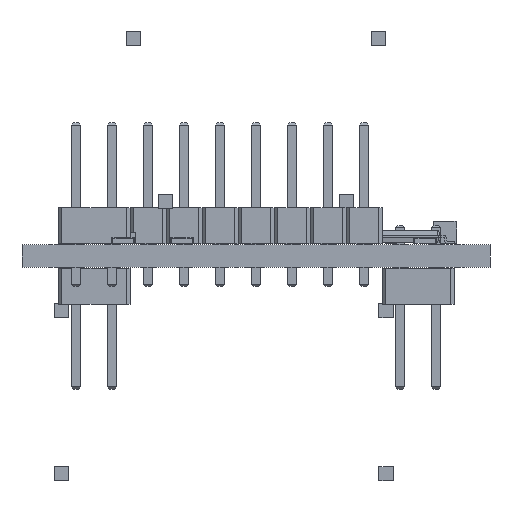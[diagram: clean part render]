
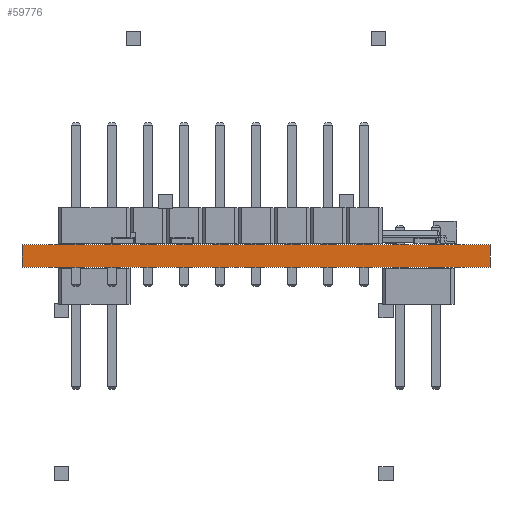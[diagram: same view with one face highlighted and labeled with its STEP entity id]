
A CAD part, front view. The second image highlights one B-rep face of the part: STEP entity #59776.
In plain terms, the highlighted planar face has unit normal (0, -1, 0).
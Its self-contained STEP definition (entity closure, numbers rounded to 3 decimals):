
#56232 = PLANE('',#56233);
#56233 = AXIS2_PLACEMENT_3D('',#56234,#56235,#56236);
#56234 = CARTESIAN_POINT('',(0.,-42.,0.));
#56235 = DIRECTION('',(-1.,0.,0.));
#56236 = DIRECTION('',(0.,1.,0.));
#56260 = PLANE('',#56261);
#56261 = AXIS2_PLACEMENT_3D('',#56262,#56263,#56264);
#56262 = CARTESIAN_POINT('',(16.5,-13.,1.6));
#56263 = DIRECTION('',(0.,0.,-1.));
#56264 = DIRECTION('',(-1.,0.,0.));
#56288 = PLANE('',#56289);
#56289 = AXIS2_PLACEMENT_3D('',#56290,#56291,#56292);
#56290 = CARTESIAN_POINT('',(33.,16.,0.));
#56291 = DIRECTION('',(1.,0.,0.));
#56292 = DIRECTION('',(0.,-1.,0.));
#56314 = PLANE('',#56315);
#56315 = AXIS2_PLACEMENT_3D('',#56316,#56317,#56318);
#56316 = CARTESIAN_POINT('',(16.5,-13.,0.));
#56317 = DIRECTION('',(0.,0.,-1.));
#56318 = DIRECTION('',(-1.,0.,0.));
#56329 = EDGE_CURVE('',#56330,#56332,#56334,.T.);
#56330 = VERTEX_POINT('',#56331);
#56331 = CARTESIAN_POINT('',(0.,-42.,0.));
#56332 = VERTEX_POINT('',#56333);
#56333 = CARTESIAN_POINT('',(0.,-42.,1.6));
#56334 = SURFACE_CURVE('',#56335,(#56339,#56346),.PCURVE_S1.);
#56335 = LINE('',#56336,#56337);
#56336 = CARTESIAN_POINT('',(0.,-42.,0.));
#56337 = VECTOR('',#56338,1.);
#56338 = DIRECTION('',(0.,0.,1.));
#56339 = PCURVE('',#56232,#56340);
#56340 = DEFINITIONAL_REPRESENTATION('',(#56341),#56345);
#56341 = LINE('',#56342,#56343);
#56342 = CARTESIAN_POINT('',(0.,0.));
#56343 = VECTOR('',#56344,1.);
#56344 = DIRECTION('',(0.,-1.));
#56345 = ( GEOMETRIC_REPRESENTATION_CONTEXT(2) 
PARAMETRIC_REPRESENTATION_CONTEXT() REPRESENTATION_CONTEXT('2D SPACE',''
  ) );
#56346 = PCURVE('',#56347,#56352);
#56347 = PLANE('',#56348);
#56348 = AXIS2_PLACEMENT_3D('',#56349,#56350,#56351);
#56349 = CARTESIAN_POINT('',(33.,-42.,0.));
#56350 = DIRECTION('',(0.,-1.,0.));
#56351 = DIRECTION('',(-1.,0.,0.));
#56352 = DEFINITIONAL_REPRESENTATION('',(#56353),#56357);
#56353 = LINE('',#56354,#56355);
#56354 = CARTESIAN_POINT('',(33.,0.));
#56355 = VECTOR('',#56356,1.);
#56356 = DIRECTION('',(0.,-1.));
#56357 = ( GEOMETRIC_REPRESENTATION_CONTEXT(2) 
PARAMETRIC_REPRESENTATION_CONTEXT() REPRESENTATION_CONTEXT('2D SPACE',''
  ) );
#56407 = VERTEX_POINT('',#56408);
#56408 = CARTESIAN_POINT('',(33.,-42.,1.6));
#56429 = EDGE_CURVE('',#56430,#56407,#56432,.T.);
#56430 = VERTEX_POINT('',#56431);
#56431 = CARTESIAN_POINT('',(33.,-42.,0.));
#56432 = SURFACE_CURVE('',#56433,(#56437,#56444),.PCURVE_S1.);
#56433 = LINE('',#56434,#56435);
#56434 = CARTESIAN_POINT('',(33.,-42.,0.));
#56435 = VECTOR('',#56436,1.);
#56436 = DIRECTION('',(0.,0.,1.));
#56437 = PCURVE('',#56288,#56438);
#56438 = DEFINITIONAL_REPRESENTATION('',(#56439),#56443);
#56439 = LINE('',#56440,#56441);
#56440 = CARTESIAN_POINT('',(58.,0.));
#56441 = VECTOR('',#56442,1.);
#56442 = DIRECTION('',(0.,-1.));
#56443 = ( GEOMETRIC_REPRESENTATION_CONTEXT(2) 
PARAMETRIC_REPRESENTATION_CONTEXT() REPRESENTATION_CONTEXT('2D SPACE',''
  ) );
#56444 = PCURVE('',#56347,#56445);
#56445 = DEFINITIONAL_REPRESENTATION('',(#56446),#56450);
#56446 = LINE('',#56447,#56448);
#56447 = CARTESIAN_POINT('',(0.,0.));
#56448 = VECTOR('',#56449,1.);
#56449 = DIRECTION('',(0.,-1.));
#56450 = ( GEOMETRIC_REPRESENTATION_CONTEXT(2) 
PARAMETRIC_REPRESENTATION_CONTEXT() REPRESENTATION_CONTEXT('2D SPACE',''
  ) );
#56478 = EDGE_CURVE('',#56430,#56330,#56479,.T.);
#56479 = SURFACE_CURVE('',#56480,(#56484,#56491),.PCURVE_S1.);
#56480 = LINE('',#56481,#56482);
#56481 = CARTESIAN_POINT('',(33.,-42.,0.));
#56482 = VECTOR('',#56483,1.);
#56483 = DIRECTION('',(-1.,0.,0.));
#56484 = PCURVE('',#56314,#56485);
#56485 = DEFINITIONAL_REPRESENTATION('',(#56486),#56490);
#56486 = LINE('',#56487,#56488);
#56487 = CARTESIAN_POINT('',(-16.5,-29.));
#56488 = VECTOR('',#56489,1.);
#56489 = DIRECTION('',(1.,0.));
#56490 = ( GEOMETRIC_REPRESENTATION_CONTEXT(2) 
PARAMETRIC_REPRESENTATION_CONTEXT() REPRESENTATION_CONTEXT('2D SPACE',''
  ) );
#56491 = PCURVE('',#56347,#56492);
#56492 = DEFINITIONAL_REPRESENTATION('',(#56493),#56497);
#56493 = LINE('',#56494,#56495);
#56494 = CARTESIAN_POINT('',(0.,0.));
#56495 = VECTOR('',#56496,1.);
#56496 = DIRECTION('',(1.,0.));
#56497 = ( GEOMETRIC_REPRESENTATION_CONTEXT(2) 
PARAMETRIC_REPRESENTATION_CONTEXT() REPRESENTATION_CONTEXT('2D SPACE',''
  ) );
#58255 = EDGE_CURVE('',#56407,#56332,#58256,.T.);
#58256 = SURFACE_CURVE('',#58257,(#58261,#58268),.PCURVE_S1.);
#58257 = LINE('',#58258,#58259);
#58258 = CARTESIAN_POINT('',(33.,-42.,1.6));
#58259 = VECTOR('',#58260,1.);
#58260 = DIRECTION('',(-1.,0.,0.));
#58261 = PCURVE('',#56260,#58262);
#58262 = DEFINITIONAL_REPRESENTATION('',(#58263),#58267);
#58263 = LINE('',#58264,#58265);
#58264 = CARTESIAN_POINT('',(-16.5,-29.));
#58265 = VECTOR('',#58266,1.);
#58266 = DIRECTION('',(1.,0.));
#58267 = ( GEOMETRIC_REPRESENTATION_CONTEXT(2) 
PARAMETRIC_REPRESENTATION_CONTEXT() REPRESENTATION_CONTEXT('2D SPACE',''
  ) );
#58268 = PCURVE('',#56347,#58269);
#58269 = DEFINITIONAL_REPRESENTATION('',(#58270),#58274);
#58270 = LINE('',#58271,#58272);
#58271 = CARTESIAN_POINT('',(0.,-1.6));
#58272 = VECTOR('',#58273,1.);
#58273 = DIRECTION('',(1.,0.));
#58274 = ( GEOMETRIC_REPRESENTATION_CONTEXT(2) 
PARAMETRIC_REPRESENTATION_CONTEXT() REPRESENTATION_CONTEXT('2D SPACE',''
  ) );
#59776 = ADVANCED_FACE('',(#59777),#56347,.T.);
#59777 = FACE_BOUND('',#59778,.T.);
#59778 = EDGE_LOOP('',(#59779,#59780,#59781,#59782));
#59779 = ORIENTED_EDGE('',*,*,#56429,.T.);
#59780 = ORIENTED_EDGE('',*,*,#58255,.T.);
#59781 = ORIENTED_EDGE('',*,*,#56329,.F.);
#59782 = ORIENTED_EDGE('',*,*,#56478,.F.);
